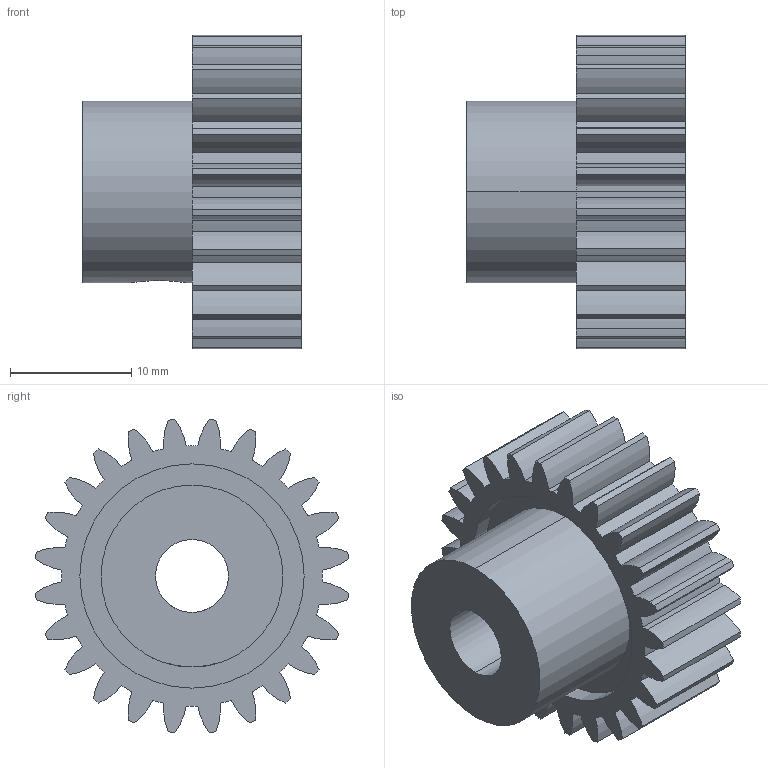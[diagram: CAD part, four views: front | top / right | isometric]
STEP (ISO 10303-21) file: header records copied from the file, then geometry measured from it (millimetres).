
FILE_DESCRIPTION (( 'STEP AP214' ), '1' );
FILE_NAME ('spur_gear_second_motor_transmission_1M_24T_28302401.step', '2023-05-17T11:19:35', ( '' ), ( '' ), 'SwSTEP 2.0', 'SolidWorks 2022', '' );
FILE_SCHEMA (( 'AUTOMOTIVE_DESIGN' ));
Length unit declared in the file: millimetre
Products named in the file (1): spur_gear_second_motor_transmission_1M_24T_28302401
Bounding box: 18 x 25.84 x 25.84 mm (x, y, z)
Volume: 4721.7 mm3; surface area: 3288.5 mm2
Topology: 1 solids, 1 shells, 121 faces, 349 edges, 232 vertices
Faces by surface type: cylinder 113, plane 6, cone 2
Entity records: 4235 total; most frequent: DIRECTION 809, CARTESIAN_POINT 801, ORIENTED_EDGE 698, EDGE_CURVE 349, AXIS2_PLACEMENT_3D 346, VERTEX_POINT 232, CIRCLE 224, EDGE_LOOP 127
